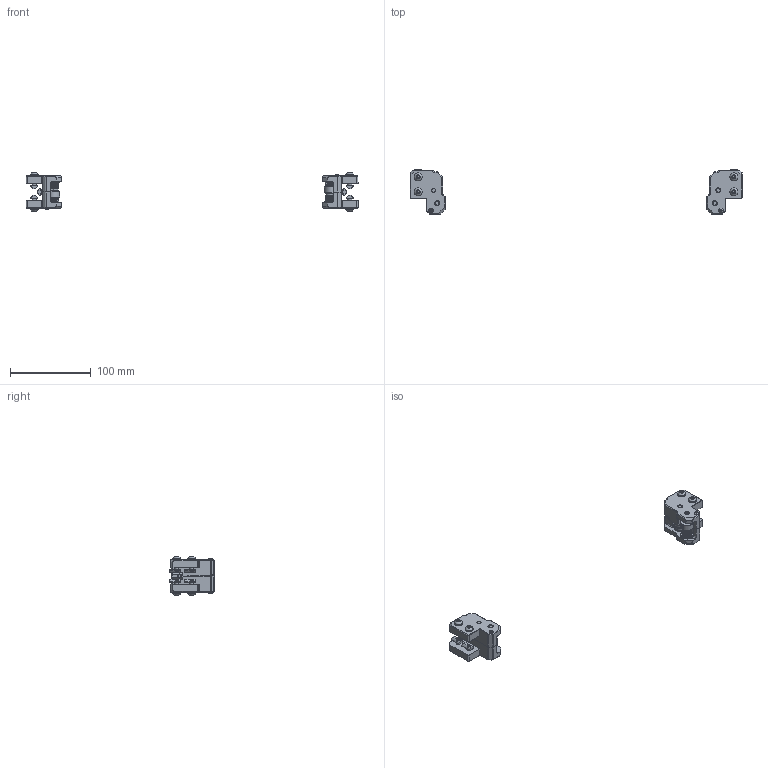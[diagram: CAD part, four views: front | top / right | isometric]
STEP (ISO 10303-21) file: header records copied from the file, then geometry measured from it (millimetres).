
FILE_DESCRIPTION(/* description */ ('','CAx-IF Rec.Pracs.---Representation and Presentation of Product Manufacturing Information (PMI)---4.0---2014-10-13'),/* implementation_level */ '2;1');
FILE_NAME(/* name */ '_4_Printed_VT_9mm_front_motorless_mounts_FT.step',/* time_stamp */ '2025-01-28T16:50:03+01:00',/* author */ (''),/* organization */ (''),/* preprocessor_version */ 'ST-DEVELOPER v20',/* originating_system */ 'Autodesk Translation Framework v13.20.0.188',/* authorisation */ '');
FILE_SCHEMA (('AP242_MANAGED_MODEL_BASED_3D_ENGINEERING_MIM_LF { 1 0 10303 442 1 1 4 }'));
Length unit declared in the file: millimetre
Products named in the file (20): _4_Printed_VT_9mm_front_motorless_mounts_FT; _Printed_VT_9mm_front_motorless_mount; _Printed_9mm_front_motorless_mount_motion; _Printed_VT_9mm_front_motorless_mount_hardware; _Printed_VT_9mm_front_motorless_mount_1; Printed_VT_9mm_front_motorless_mount_a; Printed_VT_9mm_front_motorless_mount_b; _Printed_9mm_front_motorless_mount_motion_1; GT2 20T 9mm pulley; Printed_spacer; 695 bearing; F695 flanged bearing; Shim 0.5mm; D5x40 smooth pin; _Printed_VT_9mm_front_motorless_mount_hardware_1; M3x40 BHCS; M3xD5x4 threaded insert; M5 washer; M5 2020 drop-in T-nut; M5x16 BHCS
Assembly tree (74 placements, depth 4):
  _4_Printed_VT_9mm_front_motorless_mounts_FT
    _Printed_VT_9mm_front_motorless_mount
      Printed_VT_9mm_front_motorless_mount_a
      Printed_VT_9mm_front_motorless_mount_b
      _Printed_9mm_front_motorless_mount_motion
        GT2 20T 9mm pulley
        F695 flanged bearing  x4
        Shim 0.5mm  x5
        Printed_spacer  x2
        695 bearing
        D5x40 smooth pin  x2
      _Printed_VT_9mm_front_motorless_mount_hardware
        M5 washer  x5
        M5 2020 drop-in T-nut  x5
        M3x40 BHCS
        M3xD5x4 threaded insert
        M5x16 BHCS  x5
    _Printed_VT_9mm_front_motorless_mount_1
      Printed_VT_9mm_front_motorless_mount_a
      Printed_VT_9mm_front_motorless_mount_b
      _Printed_9mm_front_motorless_mount_motion_1
        GT2 20T 9mm pulley
        F695 flanged bearing  x4
        Shim 0.5mm  x5
        Printed_spacer  x2
        695 bearing
        D5x40 smooth pin  x2
      _Printed_VT_9mm_front_motorless_mount_hardware_1
        M5 washer  x5
        M5 2020 drop-in T-nut  x5
        M3x40 BHCS
        M3xD5x4 threaded insert
        M5x16 BHCS  x5
Bounding box: 410 x 54.8 x 47.7 mm (x, y, z)
Volume: 99941.5 mm3; surface area: 55085.5 mm2
Topology: 72 solids, 72 shells, 2026 faces, 4860 edges, 3064 vertices
Faces by surface type: cylinder 702, plane 694, cone 374, bspline 218, torus 26, sphere 12
Full cylindrical faces by diameter (mm): 2.9 x2, 3 x10, 3.4 x4, 4.2 x12, 4.25 x2, 4.6 x2, 4.7 x2, 5 x36, 5.2 x4, 5.3 x10, 5.366 x8, 5.4 x8, 5.6 x4, 5.7 x2, 6.2 x2, 6.5 x20, 8 x18, 8.8 x4, 9.5 x10, 10 x14, 11.5 x20, 13 x10, 15 x8, 15.5 x4, 16 x4, 17 x2
Entity records: 26907 total; most frequent: CARTESIAN_POINT 8894, DIRECTION 3707, ORIENTED_EDGE 3608, EDGE_CURVE 1804, AXIS2_PLACEMENT_3D 1464, VERTEX_POINT 1147, EDGE_LOOP 785, LINE 779
